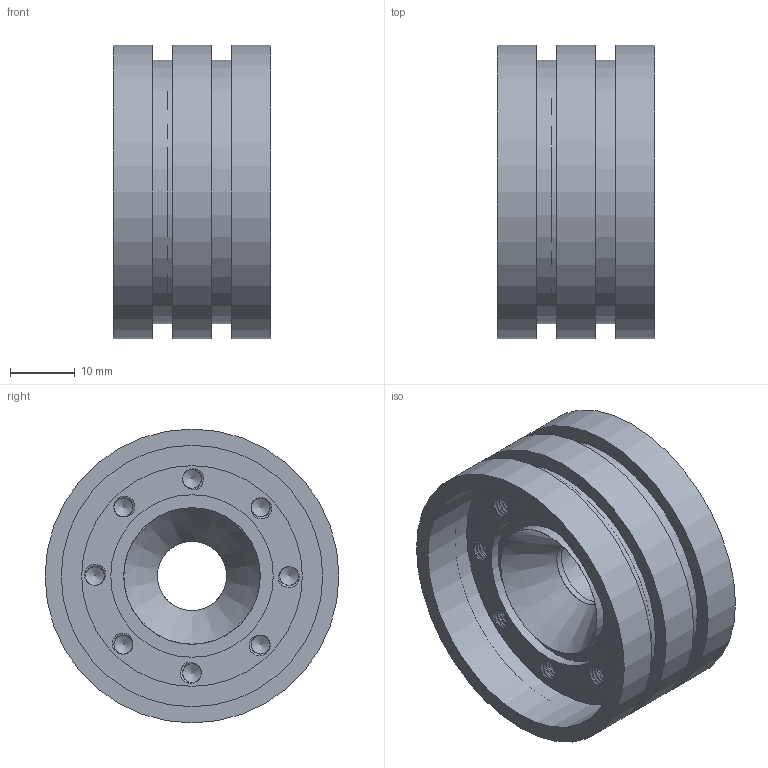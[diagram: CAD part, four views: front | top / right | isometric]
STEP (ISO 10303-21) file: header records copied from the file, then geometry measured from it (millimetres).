
FILE_DESCRIPTION(/* description */ (''),/* implementation_level */ '2;1');
FILE_NAME(/* name */ 'Injecteur Bed.step',/* time_stamp */ '2023-08-01T13:20:36+02:00',/* author */ (''),/* organization */ (''),/* preprocessor_version */ 'ST-DEVELOPER v20',/* originating_system */ 'Autodesk Translation Framework v12.9.0.99',/* authorisation */ '');
FILE_SCHEMA (('AUTOMOTIVE_DESIGN { 1 0 10303 214 3 1 1 }'));
Length unit declared in the file: millimetre
Products named in the file (1): FusionComponent
Bounding box: 24.34 x 45.5 x 45.5 mm (x, y, z)
Volume: 25591.7 mm3; surface area: 10627.2 mm2
Topology: 1 solids, 1 shells, 232 faces, 646 edges, 425 vertices
Faces by surface type: cylinder 186, plane 20, bspline 16, cone 10
Full cylindrical faces by diameter (mm): 2.93 x40, 3.599 x16, 10.719 x1, 21.16 x1, 25.16 x1, 34.16 x1, 40.5 x1, 40.8 x2, 45.498 x1, 45.5 x2
Entity records: 18437 total; most frequent: CARTESIAN_POINT 13224, ORIENTED_EDGE 1276, DIRECTION 762, EDGE_CURVE 638, VERTEX_POINT 425, B_SPLINE_CURVE_WITH_KNOTS 384, AXIS2_PLACEMENT_3D 291, EDGE_LOOP 251
